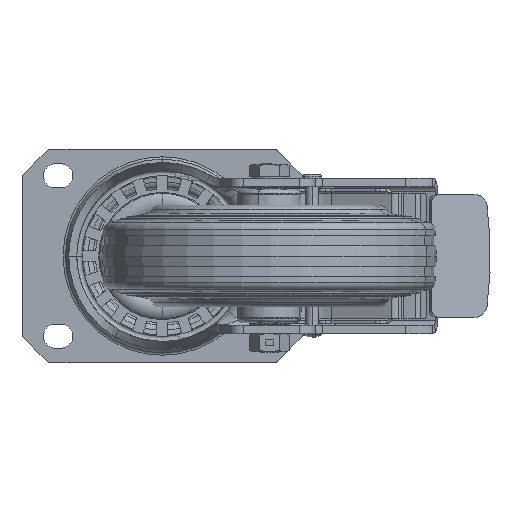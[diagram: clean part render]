
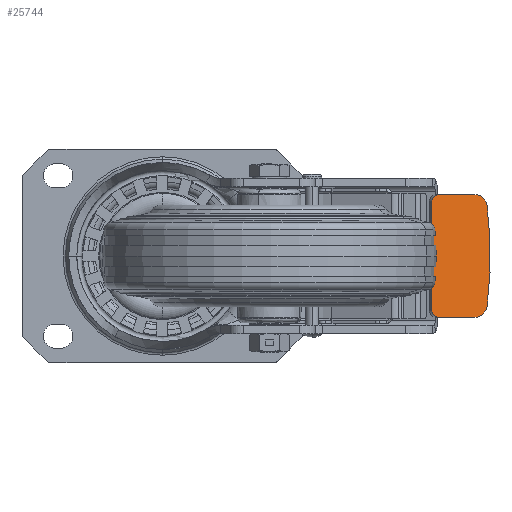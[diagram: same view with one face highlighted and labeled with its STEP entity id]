
A CAD part, front view. The second image highlights one B-rep face of the part: STEP entity #25744.
In plain terms, the highlighted planar face has unit normal (0.409, -0.913, 0).
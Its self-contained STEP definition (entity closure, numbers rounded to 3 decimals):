
#519 = CARTESIAN_POINT ( 'NONE',  ( 122.723, -24.631, 6.264 ) ) ;
#1060 = CARTESIAN_POINT ( 'NONE',  ( 121.4, -25.223, 19.313 ) ) ;
#1477 = CARTESIAN_POINT ( 'NONE',  ( 121.4, -25.223, -19.313 ) ) ;
#1489 = EDGE_CURVE ( 'NONE', #26808, #13548, #9461, .T. ) ;
#1637 = LINE ( 'NONE', #7485, #4190 ) ;
#1789 = DIRECTION ( 'NONE',  ( -0.409, 0.913, 0. ) ) ;
#2069 = ORIENTED_EDGE ( 'NONE', *, *, #3157, .T. ) ;
#3101 = CARTESIAN_POINT ( 'NONE',  ( 116.963, -27.21, 23. ) ) ;
#3157 = EDGE_CURVE ( 'NONE', #8353, #11609, #23182, .T. ) ;
#3552 = DIRECTION ( 'NONE',  ( 0., 0., -1. ) ) ;
#4111 = CARTESIAN_POINT ( 'NONE',  ( 120.357, -25.69, -21.395 ) ) ;
#4190 = VECTOR ( 'NONE', #19003, 1000. ) ;
#4303 = CARTESIAN_POINT ( 'NONE',  ( 119.063, -26.27, -22.479 ) ) ;
#4442 = B_SPLINE_CURVE_WITH_KNOTS ( 'NONE', 3,
 ( #25644, #5774, #519, #5396, #17662, #16902 ),
 .UNSPECIFIED., .F., .F.,
 ( 4, 2, 4 ),
 ( 0., 0.5, 1. ),
 .UNSPECIFIED. ) ;
#4618 = CARTESIAN_POINT ( 'NONE',  ( 116.963, -27.21, 23. ) ) ;
#4888 = VERTEX_POINT ( 'NONE', #14130 ) ;
#5396 = CARTESIAN_POINT ( 'NONE',  ( 122.723, -24.631, -6.264 ) ) ;
#5737 = ORIENTED_EDGE ( 'NONE', *, *, #15559, .F. ) ;
#5774 = CARTESIAN_POINT ( 'NONE',  ( 122.307, -24.817, 12.527 ) ) ;
#5846 = B_SPLINE_CURVE_WITH_KNOTS ( 'NONE', 3,
 ( #9916, #20857, #32177, #23453, #15010, #6535, #34835, #24162, #1060, #26941 ),
 .UNSPECIFIED., .F., .F.,
 ( 4, 2, 2, 2, 4 ),
 ( 0., 0.25, 0.5, 0.75, 1. ),
 .UNSPECIFIED. ) ;
#5866 = CARTESIAN_POINT ( 'NONE',  ( 100.819, -34.438, 20. ) ) ;
#5987 = CARTESIAN_POINT ( 'NONE',  ( 103.557, -33.212, 20. ) ) ;
#6395 = LINE ( 'NONE', #28901, #21886 ) ;
#6535 = CARTESIAN_POINT ( 'NONE',  ( 120.357, -25.69, 21.395 ) ) ;
#7485 = CARTESIAN_POINT ( 'NONE',  ( 100.819, -34.438, -20. ) ) ;
#8353 = VERTEX_POINT ( 'NONE', #26157 ) ;
#8942 = CARTESIAN_POINT ( 'NONE',  ( 103.557, -33.212, 23. ) ) ;
#9289 = ORIENTED_EDGE ( 'NONE', *, *, #29795, .F. ) ;
#9437 = VERTEX_POINT ( 'NONE', #18260 ) ;
#9461 = CIRCLE ( 'NONE', #17305, 3. ) ;
#9828 = B_SPLINE_CURVE_WITH_KNOTS ( 'NONE', 3,
 ( #26299, #1477, #12550, #29793, #4111, #24199, #4303, #15791, #24554, #12938 ),
 .UNSPECIFIED., .F., .F.,
 ( 4, 2, 2, 2, 4 ),
 ( 0., 0.25, 0.5, 0.75, 1. ),
 .UNSPECIFIED. ) ;
#9916 = CARTESIAN_POINT ( 'NONE',  ( 116.963, -27.21, 23. ) ) ;
#10586 = VERTEX_POINT ( 'NONE', #16022 ) ;
#11179 = DIRECTION ( 'NONE',  ( -0.409, 0.913, 0. ) ) ;
#11361 = CARTESIAN_POINT ( 'NONE',  ( 126.374, -22.996, 23. ) ) ;
#11377 = CARTESIAN_POINT ( 'NONE',  ( 99.944, -34.83, 10. ) ) ;
#11540 = VECTOR ( 'NONE', #20429, 1000. ) ;
#11609 = VERTEX_POINT ( 'NONE', #29053 ) ;
#11614 = EDGE_CURVE ( 'NONE', #9437, #32006, #32329, .T. ) ;
#11990 = DIRECTION ( 'NONE',  ( -0.409, 0.913, 0. ) ) ;
#12550 = CARTESIAN_POINT ( 'NONE',  ( 121.225, -25.302, -19.884 ) ) ;
#12938 = CARTESIAN_POINT ( 'NONE',  ( 116.964, -27.21, -23. ) ) ;
#13381 = VERTEX_POINT ( 'NONE', #25927 ) ;
#13548 = VERTEX_POINT ( 'NONE', #27935 ) ;
#13668 = ORIENTED_EDGE ( 'NONE', *, *, #24763, .F. ) ;
#13824 = DIRECTION ( 'NONE',  ( 0., 0., -1. ) ) ;
#13826 = PLANE ( 'NONE',  #21197 ) ;
#13913 = ORIENTED_EDGE ( 'NONE', *, *, #28609, .F. ) ;
#14130 = CARTESIAN_POINT ( 'NONE',  ( 121.479, -25.188, -18.725 ) ) ;
#14655 = EDGE_CURVE ( 'NONE', #13548, #11609, #1637, .T. ) ;
#15010 = CARTESIAN_POINT ( 'NONE',  ( 119.537, -26.057, 22.171 ) ) ;
#15559 = EDGE_CURVE ( 'NONE', #10586, #22462, #25454, .T. ) ;
#15791 = CARTESIAN_POINT ( 'NONE',  ( 118.048, -26.724, -22.893 ) ) ;
#16022 = CARTESIAN_POINT ( 'NONE',  ( 99.944, -34.83, 10. ) ) ;
#16615 = VECTOR ( 'NONE', #26759, 1000. ) ;
#16720 = DIRECTION ( 'NONE',  ( -0.913, -0.409, 0. ) ) ;
#16902 = CARTESIAN_POINT ( 'NONE',  ( 121.479, -25.188, -18.725 ) ) ;
#17279 = LINE ( 'NONE', #28835, #34253 ) ;
#17305 = AXIS2_PLACEMENT_3D ( 'NONE', #27876, #1789, #13824 ) ;
#17662 = CARTESIAN_POINT ( 'NONE',  ( 122.307, -24.817, -12.527 ) ) ;
#18260 = CARTESIAN_POINT ( 'NONE',  ( 100.819, -34.438, 20. ) ) ;
#19003 = DIRECTION ( 'NONE',  ( 0., 0., 1. ) ) ;
#19892 = DIRECTION ( 'NONE',  ( 0., 0., 1. ) ) ;
#20067 = ORIENTED_EDGE ( 'NONE', *, *, #11614, .F. ) ;
#20255 = EDGE_CURVE ( 'NONE', #10586, #8353, #6395, .T. ) ;
#20429 = DIRECTION ( 'NONE',  ( 0.913, 0.409, 0. ) ) ;
#20857 = CARTESIAN_POINT ( 'NONE',  ( 117.505, -26.967, 23. ) ) ;
#21139 = EDGE_CURVE ( 'NONE', #23864, #32006, #30293, .T. ) ;
#21197 = AXIS2_PLACEMENT_3D ( 'NONE', #11361, #11179, #19892 ) ;
#21495 = ORIENTED_EDGE ( 'NONE', *, *, #14655, .F. ) ;
#21815 = EDGE_LOOP ( 'NONE', ( #2069, #21495, #24551, #13668, #36524, #9289, #13913, #31762, #20067, #25485, #5737, #29034 ) ) ;
#21886 = VECTOR ( 'NONE', #3552, 1000. ) ;
#22304 = VECTOR ( 'NONE', #28942, 1000. ) ;
#22462 = VERTEX_POINT ( 'NONE', #29126 ) ;
#22481 = EDGE_CURVE ( 'NONE', #4888, #36604, #9828, .T. ) ;
#23182 = LINE ( 'NONE', #28770, #11540 ) ;
#23445 = AXIS2_PLACEMENT_3D ( 'NONE', #5987, #11990, #34265 ) ;
#23453 = CARTESIAN_POINT ( 'NONE',  ( 119.063, -26.27, 22.479 ) ) ;
#23864 = VERTEX_POINT ( 'NONE', #3101 ) ;
#24162 = CARTESIAN_POINT ( 'NONE',  ( 121.225, -25.302, 19.885 ) ) ;
#24199 = CARTESIAN_POINT ( 'NONE',  ( 119.537, -26.057, -22.171 ) ) ;
#24551 = ORIENTED_EDGE ( 'NONE', *, *, #1489, .F. ) ;
#24554 = CARTESIAN_POINT ( 'NONE',  ( 117.506, -26.967, -23. ) ) ;
#24763 = EDGE_CURVE ( 'NONE', #36604, #26808, #17279, .T. ) ;
#25250 = VECTOR ( 'NONE', #34792, 1000. ) ;
#25454 = LINE ( 'NONE', #11377, #25250 ) ;
#25485 = ORIENTED_EDGE ( 'NONE', *, *, #26546, .T. ) ;
#25644 = CARTESIAN_POINT ( 'NONE',  ( 121.479, -25.188, 18.725 ) ) ;
#25744 = ADVANCED_FACE ( 'NONE', ( #31019 ), #13826, .F. ) ;
#25927 = CARTESIAN_POINT ( 'NONE',  ( 121.479, -25.188, 18.725 ) ) ;
#26157 = CARTESIAN_POINT ( 'NONE',  ( 99.944, -34.83, -10. ) ) ;
#26299 = CARTESIAN_POINT ( 'NONE',  ( 121.479, -25.188, -18.725 ) ) ;
#26546 = EDGE_CURVE ( 'NONE', #9437, #22462, #31530, .T. ) ;
#26759 = DIRECTION ( 'NONE',  ( -0.913, -0.409, 0. ) ) ;
#26808 = VERTEX_POINT ( 'NONE', #36893 ) ;
#26941 = CARTESIAN_POINT ( 'NONE',  ( 121.479, -25.188, 18.725 ) ) ;
#27300 = CARTESIAN_POINT ( 'NONE',  ( 116.964, -27.21, -23. ) ) ;
#27876 = CARTESIAN_POINT ( 'NONE',  ( 103.557, -33.212, -20. ) ) ;
#27935 = CARTESIAN_POINT ( 'NONE',  ( 100.819, -34.438, -20. ) ) ;
#28609 = EDGE_CURVE ( 'NONE', #23864, #13381, #5846, .T. ) ;
#28770 = CARTESIAN_POINT ( 'NONE',  ( 99.944, -34.83, -10. ) ) ;
#28835 = CARTESIAN_POINT ( 'NONE',  ( 116.964, -27.21, -23. ) ) ;
#28901 = CARTESIAN_POINT ( 'NONE',  ( 99.944, -34.83, 10. ) ) ;
#28942 = DIRECTION ( 'NONE',  ( 0., 0., -1. ) ) ;
#29034 = ORIENTED_EDGE ( 'NONE', *, *, #20255, .T. ) ;
#29053 = CARTESIAN_POINT ( 'NONE',  ( 100.819, -34.438, -10. ) ) ;
#29126 = CARTESIAN_POINT ( 'NONE',  ( 100.819, -34.438, 10. ) ) ;
#29793 = CARTESIAN_POINT ( 'NONE',  ( 120.704, -25.535, -20.926 ) ) ;
#29795 = EDGE_CURVE ( 'NONE', #13381, #4888, #4442, .T. ) ;
#30293 = LINE ( 'NONE', #4618, #16615 ) ;
#31019 = FACE_OUTER_BOUND ( 'NONE', #21815, .T. ) ;
#31530 = LINE ( 'NONE', #5866, #22304 ) ;
#31762 = ORIENTED_EDGE ( 'NONE', *, *, #21139, .T. ) ;
#32006 = VERTEX_POINT ( 'NONE', #8942 ) ;
#32177 = CARTESIAN_POINT ( 'NONE',  ( 118.047, -26.724, 22.893 ) ) ;
#32329 = CIRCLE ( 'NONE', #23445, 3. ) ;
#34253 = VECTOR ( 'NONE', #16720, 1000. ) ;
#34265 = DIRECTION ( 'NONE',  ( -0.913, -0.409, 0. ) ) ;
#34792 = DIRECTION ( 'NONE',  ( 0.913, 0.409, 0. ) ) ;
#34835 = CARTESIAN_POINT ( 'NONE',  ( 120.704, -25.535, 20.926 ) ) ;
#36524 = ORIENTED_EDGE ( 'NONE', *, *, #22481, .F. ) ;
#36604 = VERTEX_POINT ( 'NONE', #27300 ) ;
#36893 = CARTESIAN_POINT ( 'NONE',  ( 103.557, -33.212, -23. ) ) ;
